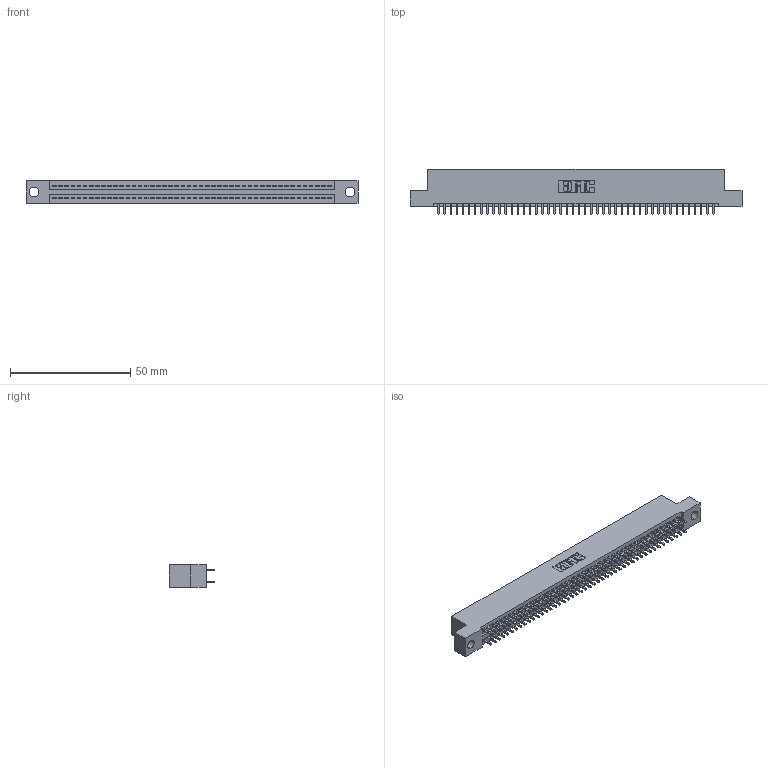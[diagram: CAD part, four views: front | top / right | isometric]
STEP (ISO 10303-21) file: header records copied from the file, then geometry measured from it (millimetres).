
FILE_DESCRIPTION (( 'STEP AP203' ), '1' );
FILE_NAME ('395-092-521-204.STEP', '2021-06-17T10:34:30', ( '' ), ( '' ), 'SwSTEP 2.0', 'SolidWorks 2020', '' );
FILE_SCHEMA (( 'CONFIG_CONTROL_DESIGN' ));
Length unit declared in the file: inch
Products named in the file (3): 345 Part_Flush Mounting Lugs - 0.156 Dia-TI; 345-292-001_345-293-121; 395-092-521-204
Assembly tree (93 placements, depth 2):
  395-092-521-204
    345 Part_Flush Mounting Lugs - 0.156 Dia-TI
    345-292-001_345-293-121  x92
Bounding box: 138.05 x 18.72 x 9.4 mm (x, y, z)
Volume: 13303.9 mm3; surface area: 19350 mm2
Topology: 93 solids, 93 shells, 4740 faces, 14085 edges, 9266 vertices
Faces by surface type: plane 3130, cylinder 1610
Entity records: 35991 total; most frequent: CARTESIAN_POINT 6034, ORIENTED_EDGE 5966, DIRECTION 5315, EDGE_CURVE 2983, LINE 2667, VECTOR 2667, VERTEX_POINT 1986, AXIS2_PLACEMENT_3D 1324
